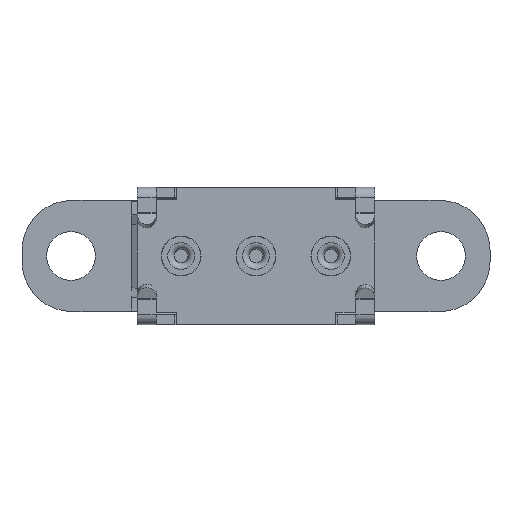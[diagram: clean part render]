
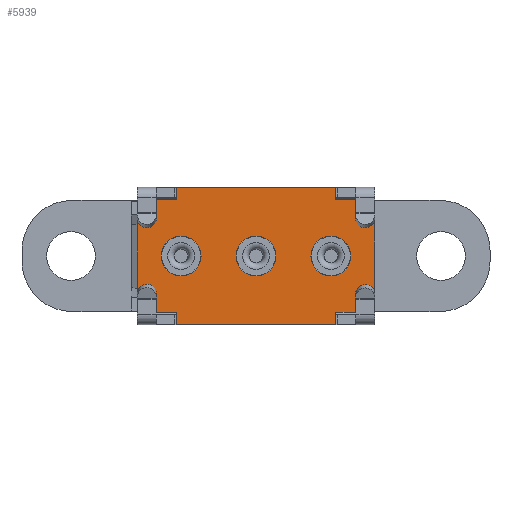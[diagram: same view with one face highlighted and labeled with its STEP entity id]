
A CAD part, front view. The second image highlights one B-rep face of the part: STEP entity #5939.
In plain terms, the highlighted planar face has unit normal (0, -1, 0).
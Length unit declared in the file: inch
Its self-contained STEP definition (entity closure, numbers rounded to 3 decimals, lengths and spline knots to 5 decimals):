
#59=FACE_BOUND('',#615,.T.);
#60=FACE_BOUND('',#616,.T.);
#61=FACE_BOUND('',#617,.T.);
#112=PLANE('',#6296);
#321=FACE_OUTER_BOUND('',#614,.T.);
#614=EDGE_LOOP('',(#4147,#4148,#4149,#4150,#4151,#4152,#4153,#4154,#4155,
#4156,#4157,#4158,#4159,#4160,#4161,#4162,#4163,#4164,#4165,#4166,#4167,
#4168));
#615=EDGE_LOOP('',(#4169));
#616=EDGE_LOOP('',(#4170));
#617=EDGE_LOOP('',(#4171));
#907=CIRCLE('',#6283,0.032);
#909=CIRCLE('',#6286,0.032);
#911=CIRCLE('',#6289,0.032);
#1167=LINE('',#8615,#1815);
#1178=LINE('',#8649,#1826);
#1201=LINE('',#8712,#1849);
#1205=LINE('',#8719,#1853);
#1208=LINE('',#8726,#1856);
#1212=LINE('',#8733,#1860);
#1216=LINE('',#8742,#1864);
#1223=LINE('',#8756,#1871);
#1229=LINE('',#8769,#1877);
#1246=LINE('',#8819,#1894);
#1248=LINE('',#8824,#1896);
#1252=LINE('',#8831,#1900);
#1257=LINE('',#8838,#1905);
#1258=LINE('',#8843,#1906);
#1260=LINE('',#8846,#1908);
#1261=LINE('',#8848,#1909);
#1262=LINE('',#8849,#1910);
#1263=LINE('',#8850,#1911);
#1264=LINE('',#8852,#1912);
#1265=LINE('',#8853,#1913);
#1266=LINE('',#8855,#1914);
#1267=LINE('',#8856,#1915);
#1815=VECTOR('',#6915,0.3937);
#1826=VECTOR('',#6942,0.3937);
#1849=VECTOR('',#6993,0.3937);
#1853=VECTOR('',#6997,0.3937);
#1856=VECTOR('',#7002,0.3937);
#1860=VECTOR('',#7006,0.3937);
#1864=VECTOR('',#7012,0.3937);
#1871=VECTOR('',#7021,0.3937);
#1877=VECTOR('',#7029,0.3937);
#1894=VECTOR('',#7076,0.3937);
#1896=VECTOR('',#7080,0.3937);
#1900=VECTOR('',#7086,0.3937);
#1905=VECTOR('',#7093,0.3937);
#1906=VECTOR('',#7098,0.3937);
#1908=VECTOR('',#7102,0.3937);
#1909=VECTOR('',#7103,0.3937);
#1910=VECTOR('',#7104,0.3937);
#1911=VECTOR('',#7105,0.3937);
#1912=VECTOR('',#7106,0.3937);
#1913=VECTOR('',#7107,0.3937);
#1914=VECTOR('',#7108,0.3937);
#1915=VECTOR('',#7109,0.3937);
#2455=VERTEX_POINT('',#8612);
#2456=VERTEX_POINT('',#8614);
#2470=VERTEX_POINT('',#8646);
#2471=VERTEX_POINT('',#8648);
#2496=VERTEX_POINT('',#8709);
#2497=VERTEX_POINT('',#8711);
#2500=VERTEX_POINT('',#8717);
#2502=VERTEX_POINT('',#8722);
#2503=VERTEX_POINT('',#8725);
#2506=VERTEX_POINT('',#8731);
#2510=VERTEX_POINT('',#8741);
#2512=VERTEX_POINT('',#8746);
#2516=VERTEX_POINT('',#8754);
#2522=VERTEX_POINT('',#8767);
#2533=VERTEX_POINT('',#8798);
#2535=VERTEX_POINT('',#8804);
#2537=VERTEX_POINT('',#8810);
#2540=VERTEX_POINT('',#8817);
#2541=VERTEX_POINT('',#8822);
#2542=VERTEX_POINT('',#8823);
#2544=VERTEX_POINT('',#8830);
#2546=VERTEX_POINT('',#8840);
#2548=VERTEX_POINT('',#8847);
#2549=VERTEX_POINT('',#8851);
#2550=VERTEX_POINT('',#8854);
#3056=EDGE_CURVE('',#2455,#2456,#1167,.T.);
#3073=EDGE_CURVE('',#2470,#2471,#1178,.T.);
#3105=EDGE_CURVE('',#2497,#2496,#1201,.T.);
#3109=EDGE_CURVE('',#2470,#2500,#1205,.T.);
#3112=EDGE_CURVE('',#2503,#2456,#1208,.T.);
#3116=EDGE_CURVE('',#2502,#2506,#1212,.T.);
#3120=EDGE_CURVE('',#2510,#2497,#1216,.T.);
#3127=EDGE_CURVE('',#2512,#2516,#1223,.T.);
#3133=EDGE_CURVE('',#2506,#2522,#1229,.T.);
#3150=EDGE_CURVE('',#2533,#2533,#907,.T.);
#3153=EDGE_CURVE('',#2535,#2535,#909,.T.);
#3156=EDGE_CURVE('',#2537,#2537,#911,.T.);
#3159=EDGE_CURVE('',#2516,#2540,#1246,.T.);
#3161=EDGE_CURVE('',#2541,#2542,#1248,.T.);
#3165=EDGE_CURVE('',#2544,#2541,#1252,.T.);
#3170=EDGE_CURVE('',#2540,#2510,#1257,.T.);
#3172=EDGE_CURVE('',#2546,#2542,#1258,.T.);
#3174=EDGE_CURVE('',#2500,#2503,#1260,.T.);
#3175=EDGE_CURVE('',#2548,#2455,#1261,.T.);
#3176=EDGE_CURVE('',#2502,#2548,#1262,.T.);
#3177=EDGE_CURVE('',#2522,#2544,#1263,.T.);
#3178=EDGE_CURVE('',#2549,#2546,#1264,.T.);
#3179=EDGE_CURVE('',#2512,#2549,#1265,.T.);
#3180=EDGE_CURVE('',#2550,#2496,#1266,.T.);
#3181=EDGE_CURVE('',#2471,#2550,#1267,.T.);
#4147=ORIENTED_EDGE('',*,*,#3073,.F.);
#4148=ORIENTED_EDGE('',*,*,#3109,.T.);
#4149=ORIENTED_EDGE('',*,*,#3174,.T.);
#4150=ORIENTED_EDGE('',*,*,#3112,.T.);
#4151=ORIENTED_EDGE('',*,*,#3056,.F.);
#4152=ORIENTED_EDGE('',*,*,#3175,.F.);
#4153=ORIENTED_EDGE('',*,*,#3176,.F.);
#4154=ORIENTED_EDGE('',*,*,#3116,.T.);
#4155=ORIENTED_EDGE('',*,*,#3133,.T.);
#4156=ORIENTED_EDGE('',*,*,#3177,.T.);
#4157=ORIENTED_EDGE('',*,*,#3165,.T.);
#4158=ORIENTED_EDGE('',*,*,#3161,.T.);
#4159=ORIENTED_EDGE('',*,*,#3172,.F.);
#4160=ORIENTED_EDGE('',*,*,#3178,.F.);
#4161=ORIENTED_EDGE('',*,*,#3179,.F.);
#4162=ORIENTED_EDGE('',*,*,#3127,.T.);
#4163=ORIENTED_EDGE('',*,*,#3159,.T.);
#4164=ORIENTED_EDGE('',*,*,#3170,.T.);
#4165=ORIENTED_EDGE('',*,*,#3120,.T.);
#4166=ORIENTED_EDGE('',*,*,#3105,.T.);
#4167=ORIENTED_EDGE('',*,*,#3180,.F.);
#4168=ORIENTED_EDGE('',*,*,#3181,.F.);
#4169=ORIENTED_EDGE('',*,*,#3156,.T.);
#4170=ORIENTED_EDGE('',*,*,#3153,.T.);
#4171=ORIENTED_EDGE('',*,*,#3150,.T.);
#5939=ADVANCED_FACE('',(#321,#59,#60,#61),#112,.T.);
#6283=AXIS2_PLACEMENT_3D('',#8800,#7056,#7057);
#6286=AXIS2_PLACEMENT_3D('',#8806,#7063,#7064);
#6289=AXIS2_PLACEMENT_3D('',#8812,#7070,#7071);
#6296=AXIS2_PLACEMENT_3D('',#8845,#7100,#7101);
#6915=DIRECTION('',(0.,0.,-1.));
#6942=DIRECTION('',(0.,0.,-1.));
#6993=DIRECTION('',(-1.,0.,0.));
#6997=DIRECTION('',(-1.,0.,0.));
#7002=DIRECTION('',(1.,0.,0.));
#7006=DIRECTION('',(1.,0.,0.));
#7012=DIRECTION('',(0.,0.,-1.));
#7021=DIRECTION('',(-1.,0.,0.));
#7029=DIRECTION('',(0.,0.,-1.));
#7056=DIRECTION('center_axis',(0.,1.,0.));
#7057=DIRECTION('ref_axis',(-1.,0.,0.));
#7063=DIRECTION('center_axis',(0.,1.,0.));
#7064=DIRECTION('ref_axis',(-1.,0.,0.));
#7070=DIRECTION('center_axis',(0.,1.,0.));
#7071=DIRECTION('ref_axis',(-1.,0.,0.));
#7076=DIRECTION('',(0.,0.,1.));
#7080=DIRECTION('',(1.,0.,0.));
#7086=DIRECTION('',(0.,0.,1.));
#7093=DIRECTION('',(-1.,0.,0.));
#7098=DIRECTION('',(0.,0.,-1.));
#7100=DIRECTION('center_axis',(0.,-1.,0.));
#7101=DIRECTION('ref_axis',(0.,0.,
-1.));
#7102=DIRECTION('',(0.,0.,-1.));
#7103=DIRECTION('',(-1.,0.,0.));
#7104=DIRECTION('',(0.,0.,1.));
#7105=DIRECTION('',(1.,0.,0.));
#7106=DIRECTION('',(1.,0.,0.));
#7107=DIRECTION('',(0.,0.,-1.));
#7108=DIRECTION('',(0.,0.,1.));
#7109=DIRECTION('',(1.,0.,0.));
#8612=CARTESIAN_POINT('',(0.00277,0.17907,-0.31989));
#8614=CARTESIAN_POINT('',(0.00277,0.17907,-0.34254));
#8615=CARTESIAN_POINT('',(0.00277,0.17907,-0.27787));
#8646=CARTESIAN_POINT('',(0.00277,0.17907,-0.16254));
#8648=CARTESIAN_POINT('',(0.00277,0.17907,-0.1851));
#8649=CARTESIAN_POINT('',(0.00277,0.17907,-0.11769));
#8709=CARTESIAN_POINT('',(0.03277,0.17907,-0.16254));
#8711=CARTESIAN_POINT('',(0.06477,0.17907,-0.16254));
#8712=CARTESIAN_POINT('',(0.22377,0.17907,-0.16254));
#8717=CARTESIAN_POINT('',(0.00277,0.17907,-0.16254));
#8719=CARTESIAN_POINT('',(0.22377,0.17907,-0.16254));
#8722=CARTESIAN_POINT('',(0.03277,0.17907,-0.34254));
#8725=CARTESIAN_POINT('',(0.00277,0.17907,-0.34254));
#8726=CARTESIAN_POINT('',(0.19277,0.17907,-0.34254));
#8731=CARTESIAN_POINT('',(0.06477,0.17907,-0.34254));
#8733=CARTESIAN_POINT('',(0.19277,0.17907,-0.34254));
#8741=CARTESIAN_POINT('',(0.06477,0.17907,-0.14254));
#8742=CARTESIAN_POINT('',(0.06477,0.17907,-0.19754));
#8746=CARTESIAN_POINT('',(0.35277,0.17907,-0.16254));
#8754=CARTESIAN_POINT('',(0.32077,0.17907,-0.16254));
#8756=CARTESIAN_POINT('',(0.38277,0.17907,-0.16254));
#8767=CARTESIAN_POINT('',(0.06477,0.17907,-0.36254));
#8769=CARTESIAN_POINT('',(0.06477,0.17907,-0.29754));
#8798=CARTESIAN_POINT('',(0.10477,0.17907,-0.25254));
#8800=CARTESIAN_POINT('Origin',(0.07277,0.17907,-0.25254));
#8804=CARTESIAN_POINT('',(0.22477,0.17907,-0.25254));
#8806=CARTESIAN_POINT('Origin',(0.19277,0.17907,-0.25254));
#8810=CARTESIAN_POINT('',(0.34477,0.17907,-0.25254));
#8812=CARTESIAN_POINT('Origin',(0.31277,0.17907,-0.25254));
#8817=CARTESIAN_POINT('',(0.32077,0.17907,-0.14254));
#8819=CARTESIAN_POINT('',(0.32077,0.17907,-0.20754));
#8822=CARTESIAN_POINT('',(0.32077,0.17907,-0.34254));
#8823=CARTESIAN_POINT('',(0.38277,0.17907,-0.34254));
#8824=CARTESIAN_POINT('',(0.35177,0.17907,-0.34254));
#8830=CARTESIAN_POINT('',(0.32077,0.17907,-0.36254));
#8831=CARTESIAN_POINT('',(0.32077,0.17907,-0.30754));
#8838=CARTESIAN_POINT('',(0.38277,0.17907,-0.14254));
#8840=CARTESIAN_POINT('',(0.38277,0.17907,-0.1851));
#8843=CARTESIAN_POINT('',(0.38277,0.17907,-0.25254));
#8845=CARTESIAN_POINT('Origin',(0.38277,0.17907,-0.25254));
#8846=CARTESIAN_POINT('',(0.00277,0.17907,-0.25254));
#8847=CARTESIAN_POINT('',(0.03277,0.17907,-0.31989));
#8848=CARTESIAN_POINT('',(0.00506,0.17907,-0.31989));
#8849=CARTESIAN_POINT('',(0.03277,0.17907,-0.27787));
#8850=CARTESIAN_POINT('',(0.38277,0.17907,-0.36254));
#8851=CARTESIAN_POINT('',(0.35277,0.17907,-0.1851));
#8852=CARTESIAN_POINT('',(0.3767,0.17907,-0.1851));
#8853=CARTESIAN_POINT('',(0.35277,0.17907,-0.22716));
#8854=CARTESIAN_POINT('',(0.03277,0.17907,-0.1851));
#8855=CARTESIAN_POINT('',(0.03277,0.17907,-0.20602));
#8856=CARTESIAN_POINT('',(0.00959,0.17907,-0.1851));
